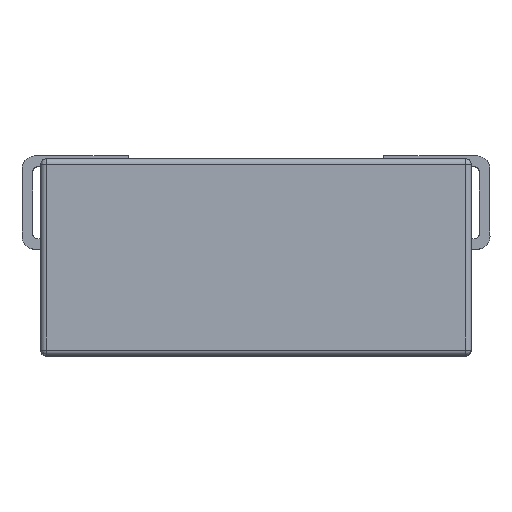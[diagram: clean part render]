
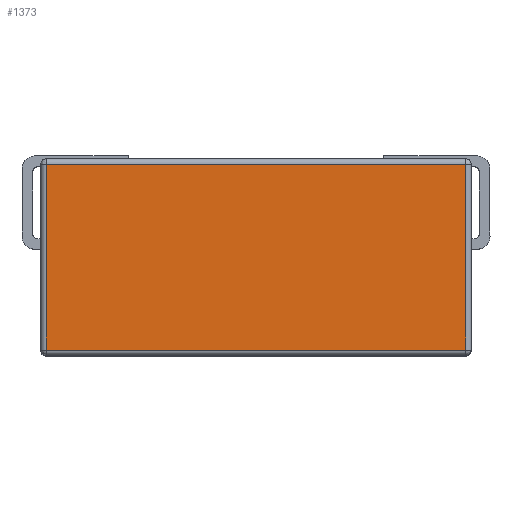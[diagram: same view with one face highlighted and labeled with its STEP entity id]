
A CAD part, top view. The second image highlights one B-rep face of the part: STEP entity #1373.
In plain terms, the highlighted free-form (B-spline) face has degree [1, 1] with [2, 2] control points.
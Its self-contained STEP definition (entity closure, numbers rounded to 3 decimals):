
#1373 = ADVANCED_FACE('',(#1374),#1404,.F.);
#1374 = FACE_BOUND('',#1375,.T.);
#1375 = EDGE_LOOP('',(#1376,#1385,#1392,#1399));
#1376 = ORIENTED_EDGE('',*,*,#1377,.T.);
#1377 = EDGE_CURVE('',#1378,#1380,#1382,.T.);
#1378 = VERTEX_POINT('',#1379);
#1379 = CARTESIAN_POINT('',(5.466,0.138,5.605)
  );
#1380 = VERTEX_POINT('',#1381);
#1381 = CARTESIAN_POINT('',(5.466,4.982,5.605
    ));
#1382 = B_SPLINE_CURVE_WITH_KNOTS('',1,(#1383,#1384),.UNSPECIFIED.,.F.,
  .F.,(2,2),(-3.6,-0.1),.PIECEWISE_BEZIER_KNOTS.);
#1383 = CARTESIAN_POINT('',(5.466,0.138,5.605)
  );
#1384 = CARTESIAN_POINT('',(5.466,4.982,5.605
    ));
#1385 = ORIENTED_EDGE('',*,*,#1386,.T.);
#1386 = EDGE_CURVE('',#1380,#1387,#1389,.T.);
#1387 = VERTEX_POINT('',#1388);
#1388 = CARTESIAN_POINT('',(-5.466,4.982,
    5.605));
#1389 = B_SPLINE_CURVE_WITH_KNOTS('',1,(#1390,#1391),.UNSPECIFIED.,.F.,
  .F.,(2,2),(-8.,-0.1),.PIECEWISE_BEZIER_KNOTS.);
#1390 = CARTESIAN_POINT('',(5.466,4.982,5.605
    ));
#1391 = CARTESIAN_POINT('',(-5.466,4.982,
    5.605));
#1392 = ORIENTED_EDGE('',*,*,#1393,.T.);
#1393 = EDGE_CURVE('',#1387,#1394,#1396,.T.);
#1394 = VERTEX_POINT('',#1395);
#1395 = CARTESIAN_POINT('',(-5.466,0.138,5.605
    ));
#1396 = B_SPLINE_CURVE_WITH_KNOTS('',1,(#1397,#1398),.UNSPECIFIED.,.F.,
  .F.,(2,2),(0.1,3.6),.PIECEWISE_BEZIER_KNOTS.);
#1397 = CARTESIAN_POINT('',(-5.466,4.982,
    5.605));
#1398 = CARTESIAN_POINT('',(-5.466,0.138,5.605
    ));
#1399 = ORIENTED_EDGE('',*,*,#1400,.T.);
#1400 = EDGE_CURVE('',#1394,#1378,#1401,.T.);
#1401 = B_SPLINE_CURVE_WITH_KNOTS('',1,(#1402,#1403),.UNSPECIFIED.,.F.,
  .F.,(2,2),(0.1,8.),.PIECEWISE_BEZIER_KNOTS.);
#1402 = CARTESIAN_POINT('',(-5.466,0.138,5.605
    ));
#1403 = CARTESIAN_POINT('',(5.466,0.138,5.605)
  );
#1404 = B_SPLINE_SURFACE_WITH_KNOTS('',1,1,(
    (#1405,#1406)
    ,(#1407,#1408
    )),.UNSPECIFIED.,.F.,.F.,.F.,(2,2),(2,2),(-8.,-0.1),(-3.6,-0.1),
  .PIECEWISE_BEZIER_KNOTS.);
#1405 = CARTESIAN_POINT('',(5.466,0.138,5.605)
  );
#1406 = CARTESIAN_POINT('',(5.466,4.982,5.605
    ));
#1407 = CARTESIAN_POINT('',(-5.466,0.138,5.605
    ));
#1408 = CARTESIAN_POINT('',(-5.466,4.982,
    5.605));
